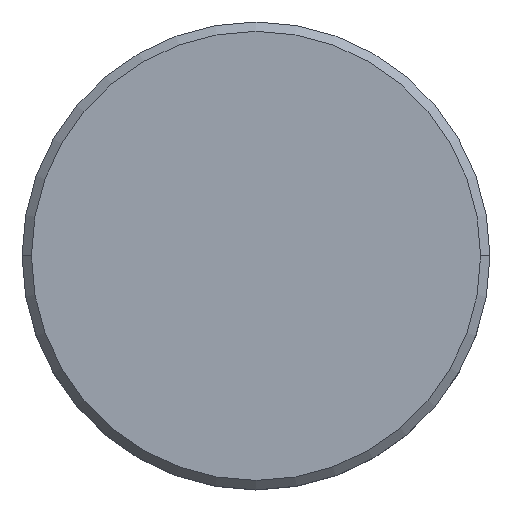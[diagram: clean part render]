
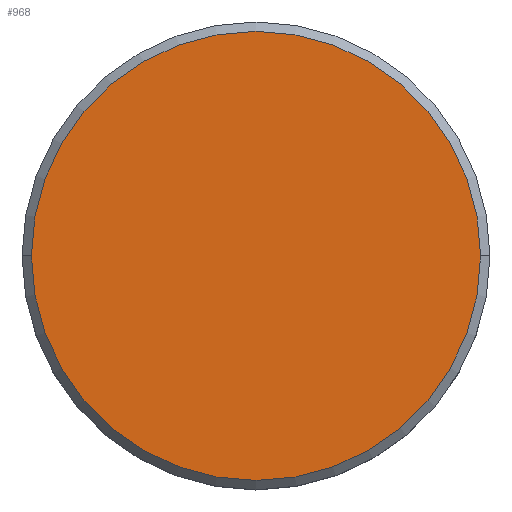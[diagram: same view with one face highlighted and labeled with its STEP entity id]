
A CAD part, top view. The second image highlights one B-rep face of the part: STEP entity #968.
In plain terms, the highlighted planar face has unit normal (0, 0, 1).
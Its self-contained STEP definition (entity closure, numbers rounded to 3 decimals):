
#4 = CARTESIAN_POINT ( 'NONE',  ( 0., 0., 0. ) ) ;
#14 = CIRCLE ( 'NONE', #615, 12. ) ;
#49 = CARTESIAN_POINT ( 'NONE',  ( 0., 0., 0. ) ) ;
#73 = CARTESIAN_POINT ( 'NONE',  ( 0., 0., 0. ) ) ;
#88 = FACE_OUTER_BOUND ( 'NONE', #1125, .T. ) ;
#161 = DIRECTION ( 'NONE',  ( 1., 0., 0. ) ) ;
#305 = AXIS2_PLACEMENT_3D ( 'NONE', #49, #608, #1064 ) ;
#385 = EDGE_CURVE ( 'NONE', #505, #594, #554, .T. ) ;
#408 = ORIENTED_EDGE ( 'NONE', *, *, #454, .T. ) ;
#435 = AXIS2_PLACEMENT_3D ( 'NONE', #73, #726, #161 ) ;
#454 = EDGE_CURVE ( 'NONE', #594, #505, #14, .T. ) ;
#455 = CARTESIAN_POINT ( 'NONE',  ( -12., 0., 0. ) ) ;
#473 = DIRECTION ( 'NONE',  ( 1., 0., 0. ) ) ;
#505 = VERTEX_POINT ( 'NONE', #1019 ) ;
#548 = DIRECTION ( 'NONE',  ( 0., 0., 1. ) ) ;
#554 = CIRCLE ( 'NONE', #305, 12. ) ;
#594 = VERTEX_POINT ( 'NONE', #455 ) ;
#608 = DIRECTION ( 'NONE',  ( 0., 0., 1. ) ) ;
#615 = AXIS2_PLACEMENT_3D ( 'NONE', #4, #548, #473 ) ;
#726 = DIRECTION ( 'NONE',  ( 0., 0., 1. ) ) ;
#914 = PLANE ( 'NONE',  #435 ) ;
#967 = ORIENTED_EDGE ( 'NONE', *, *, #385, .T. ) ;
#968 = ADVANCED_FACE ( 'NONE', ( #88 ), #914, .T. ) ;
#1019 = CARTESIAN_POINT ( 'NONE',  ( 12., 0., 0. ) ) ;
#1064 = DIRECTION ( 'NONE',  ( 1., 0., 0. ) ) ;
#1125 = EDGE_LOOP ( 'NONE', ( #408, #967 ) ) ;
